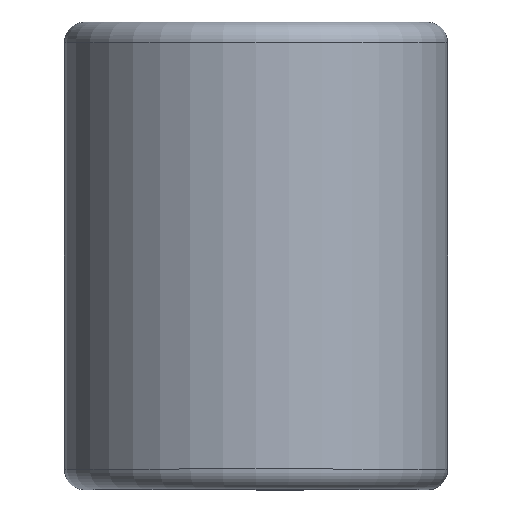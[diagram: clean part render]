
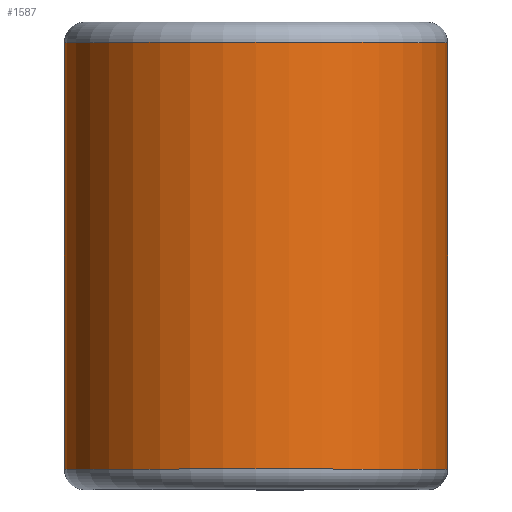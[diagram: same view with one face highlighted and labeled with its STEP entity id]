
A CAD part, top view. The second image highlights one B-rep face of the part: STEP entity #1587.
In plain terms, the highlighted cylindrical face has radius 7.163 mm (diameter 14.326 mm), a partial arc.
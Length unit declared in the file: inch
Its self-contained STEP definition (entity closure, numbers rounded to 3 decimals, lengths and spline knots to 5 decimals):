
#8 = VERTEX_POINT ( 'NONE', #187 ) ;
#35 = LINE ( 'NONE', #2127, #1991 ) ;
#81 = CARTESIAN_POINT ( 'NONE',  ( 0., 0.31375, -0.282 ) ) ;
#187 = CARTESIAN_POINT ( 'NONE',  ( 0.282, -0.31375, 0. ) ) ;
#239 = DIRECTION ( 'NONE',  ( 0., 0., -1. ) ) ;
#424 = AXIS2_PLACEMENT_3D ( 'NONE', #1300, #1312, #1325 ) ;
#461 = VERTEX_POINT ( 'NONE', #498 ) ;
#498 = CARTESIAN_POINT ( 'NONE',  ( 0., 0.31375, -0.282 ) ) ;
#509 = CIRCLE ( 'NONE', #1843, 0.282 ) ;
#516 = ORIENTED_EDGE ( 'NONE', *, *, #632, .F. ) ;
#632 = EDGE_CURVE ( 'NONE', #8, #2146, #2282, .T. ) ;
#648 = VECTOR ( 'NONE', #2351, 39.37008 ) ;
#657 = CARTESIAN_POINT ( 'NONE',  ( 0., 0.3125, 0. ) ) ;
#694 = EDGE_CURVE ( 'NONE', #8, #1847, #35, .T. ) ;
#741 = EDGE_CURVE ( 'NONE', #1847, #461, #509, .T. ) ;
#843 = DIRECTION ( 'NONE',  ( 0., -1., 0. ) ) ;
#908 = DIRECTION ( 'NONE',  ( 0., -1., 0. ) ) ;
#1133 = ORIENTED_EDGE ( 'NONE', *, *, #741, .T. ) ;
#1155 = ORIENTED_EDGE ( 'NONE', *, *, #1519, .F. ) ;
#1199 = LINE ( 'NONE', #81, #648 ) ;
#1294 = FACE_OUTER_BOUND ( 'NONE', #1353, .T. ) ;
#1300 = CARTESIAN_POINT ( 'NONE',  ( 0., -0.31375, 0. ) ) ;
#1312 = DIRECTION ( 'NONE',  ( 0., -1., 0. ) ) ;
#1325 = DIRECTION ( 'NONE',  ( 0., 0., -1. ) ) ;
#1352 = CARTESIAN_POINT ( 'NONE',  ( 0., -0.31375, -0.282 ) ) ;
#1353 = EDGE_LOOP ( 'NONE', ( #1629, #1133, #1155, #516 ) ) ;
#1457 = CYLINDRICAL_SURFACE ( 'NONE', #2432, 0.282 ) ;
#1519 = EDGE_CURVE ( 'NONE', #2146, #461, #1199, .T. ) ;
#1587 = ADVANCED_FACE ( 'NONE', ( #1294 ), #1457, .T. ) ;
#1629 = ORIENTED_EDGE ( 'NONE', *, *, #694, .T. ) ;
#1843 = AXIS2_PLACEMENT_3D ( 'NONE', #2297, #908, #239 ) ;
#1847 = VERTEX_POINT ( 'NONE', #2078 ) ;
#1991 = VECTOR ( 'NONE', #2249, 39.37008 ) ;
#2014 = DIRECTION ( 'NONE',  ( 0., 0., -1. ) ) ;
#2078 = CARTESIAN_POINT ( 'NONE',  ( 0.282, 0.31375, 0. ) ) ;
#2127 = CARTESIAN_POINT ( 'NONE',  ( 0.282, 0.31375, 0. ) ) ;
#2146 = VERTEX_POINT ( 'NONE', #1352 ) ;
#2249 = DIRECTION ( 'NONE',  ( 0., 1., 0. ) ) ;
#2282 = CIRCLE ( 'NONE', #424, 0.282 ) ;
#2297 = CARTESIAN_POINT ( 'NONE',  ( 0., 0.31375, 0. ) ) ;
#2351 = DIRECTION ( 'NONE',  ( 0., 1., 0. ) ) ;
#2432 = AXIS2_PLACEMENT_3D ( 'NONE', #657, #843, #2014 ) ;
